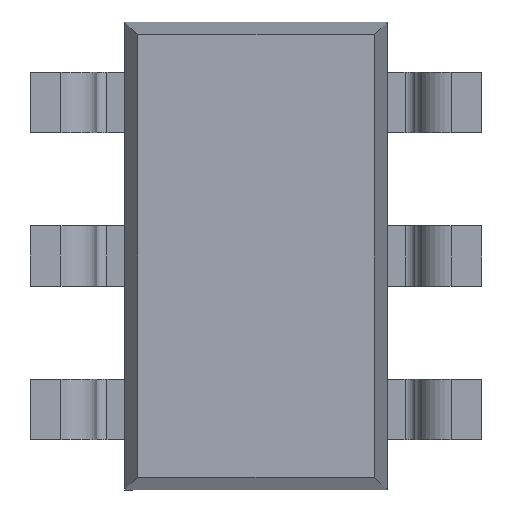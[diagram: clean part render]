
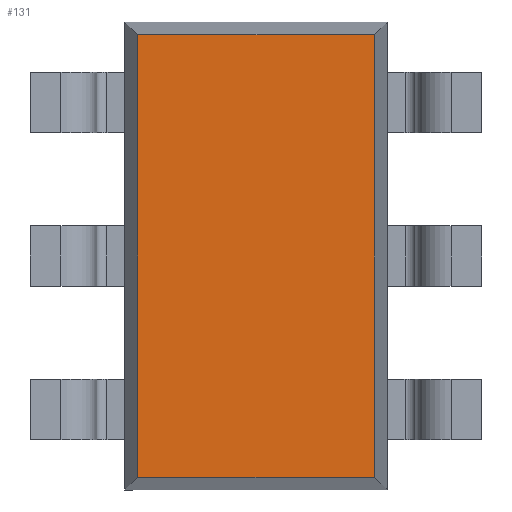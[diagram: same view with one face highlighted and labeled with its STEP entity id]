
A CAD part, front view. The second image highlights one B-rep face of the part: STEP entity #131.
In plain terms, the highlighted planar face has unit normal (0, -1, 0).
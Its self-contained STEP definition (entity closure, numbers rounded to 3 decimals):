
#30 = EDGE_CURVE ( 'NONE', #1176, #3037, #621, .T. ) ;
#57 = CARTESIAN_POINT ( 'NONE',  ( -0.733, 0.1, 1.45 ) ) ;
#92 = LINE ( 'NONE', #526, #2782 ) ;
#118 = DIRECTION ( 'NONE',  ( 0., 0., 1. ) ) ;
#131 = ADVANCED_FACE ( 'NONE', ( #2800 ), #616, .T. ) ;
#416 = CARTESIAN_POINT ( 'NONE',  ( -0.733, 0.1, 1.371 ) ) ;
#503 = ORIENTED_EDGE ( 'NONE', *, *, #30, .T. ) ;
#526 = CARTESIAN_POINT ( 'NONE',  ( 0.812, 0.1, 1.371 ) ) ;
#616 = PLANE ( 'NONE',  #918 ) ;
#621 = LINE ( 'NONE', #1040, #2509 ) ;
#672 = VERTEX_POINT ( 'NONE', #2870 ) ;
#706 = ORIENTED_EDGE ( 'NONE', *, *, #1844, .T. ) ;
#723 = ORIENTED_EDGE ( 'NONE', *, *, #834, .T. ) ;
#834 = EDGE_CURVE ( 'NONE', #2215, #672, #1314, .T. ) ;
#863 = DIRECTION ( 'NONE',  ( 1., 0., 0. ) ) ;
#918 = AXIS2_PLACEMENT_3D ( 'NONE', #2301, #1597, #863 ) ;
#978 = EDGE_CURVE ( 'NONE', #3037, #2215, #92, .T. ) ;
#1040 = CARTESIAN_POINT ( 'NONE',  ( 0.733, 0.1, -1.45 ) ) ;
#1176 = VERTEX_POINT ( 'NONE', #2559 ) ;
#1314 = LINE ( 'NONE', #57, #2448 ) ;
#1511 = DIRECTION ( 'NONE',  ( -1., 0., 0. ) ) ;
#1597 = DIRECTION ( 'NONE',  ( 0., -1., 0. ) ) ;
#1713 = CARTESIAN_POINT ( 'NONE',  ( -0.812, 0.1, -1.371 ) ) ;
#1773 = LINE ( 'NONE', #1713, #2562 ) ;
#1825 = ORIENTED_EDGE ( 'NONE', *, *, #978, .T. ) ;
#1844 = EDGE_CURVE ( 'NONE', #672, #1176, #1773, .T. ) ;
#2090 = EDGE_LOOP ( 'NONE', ( #503, #1825, #723, #706 ) ) ;
#2215 = VERTEX_POINT ( 'NONE', #416 ) ;
#2301 = CARTESIAN_POINT ( 'NONE',  ( 0., 0.1, 0. ) ) ;
#2435 = DIRECTION ( 'NONE',  ( 1., 0., 0. ) ) ;
#2448 = VECTOR ( 'NONE', #2904, 1000. ) ;
#2509 = VECTOR ( 'NONE', #118, 1000. ) ;
#2559 = CARTESIAN_POINT ( 'NONE',  ( 0.733, 0.1, -1.371 ) ) ;
#2562 = VECTOR ( 'NONE', #2435, 1000. ) ;
#2766 = CARTESIAN_POINT ( 'NONE',  ( 0.733, 0.1, 1.371 ) ) ;
#2782 = VECTOR ( 'NONE', #1511, 1000. ) ;
#2800 = FACE_OUTER_BOUND ( 'NONE', #2090, .T. ) ;
#2870 = CARTESIAN_POINT ( 'NONE',  ( -0.733, 0.1, -1.371 ) ) ;
#2904 = DIRECTION ( 'NONE',  ( 0., 0., -1. ) ) ;
#3037 = VERTEX_POINT ( 'NONE', #2766 ) ;
